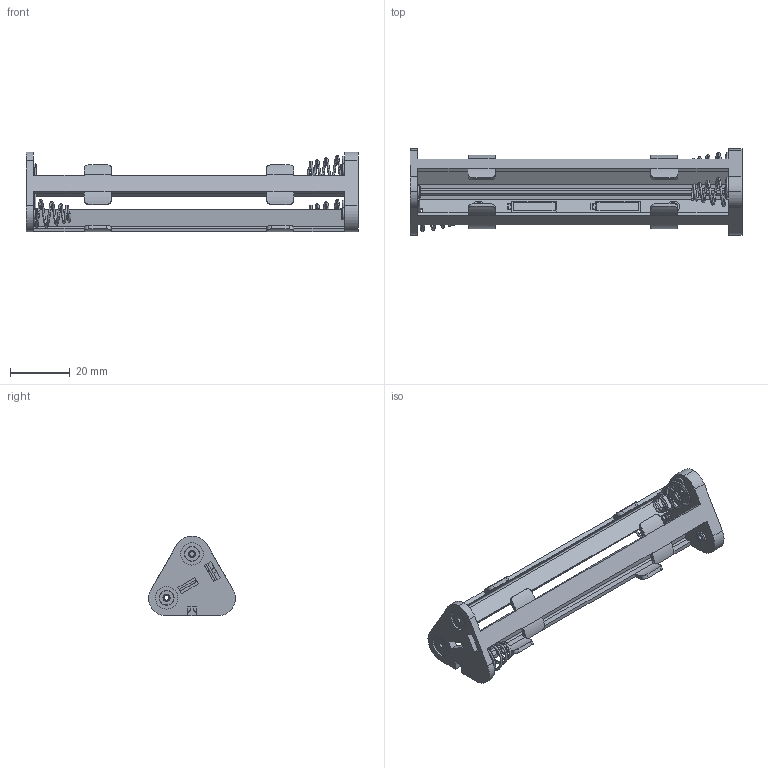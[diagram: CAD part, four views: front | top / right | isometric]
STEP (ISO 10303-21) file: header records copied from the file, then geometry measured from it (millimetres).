
FILE_DESCRIPTION (( 'STEP AP214' ), '1' );
FILE_NAME ('DU1-M-502.STEP', '2020-02-05T07:23:17', ( '' ), ( '' ), 'SwSTEP 2.0', 'SolidWorks 2017', '' );
FILE_SCHEMA (( 'AUTOMOTIVE_DESIGN' ));
Length unit declared in the file: millimetre
Products named in the file (1): DU1-M-502
Bounding box: 111 x 29 x 26.7 mm (x, y, z)
Volume: 8649.5 mm3; surface area: 13758.7 mm2
Topology: 9 solids, 9 shells, 403 faces, 1023 edges, 658 vertices
Faces by surface type: plane 206, cylinder 143, torus 42, bspline 12
Entity records: 19615 total; most frequent: CARTESIAN_POINT 9606, DIRECTION 2072, ORIENTED_EDGE 2046, EDGE_CURVE 1023, AXIS2_PLACEMENT_3D 732, VERTEX_POINT 658, LINE 608, VECTOR 608
